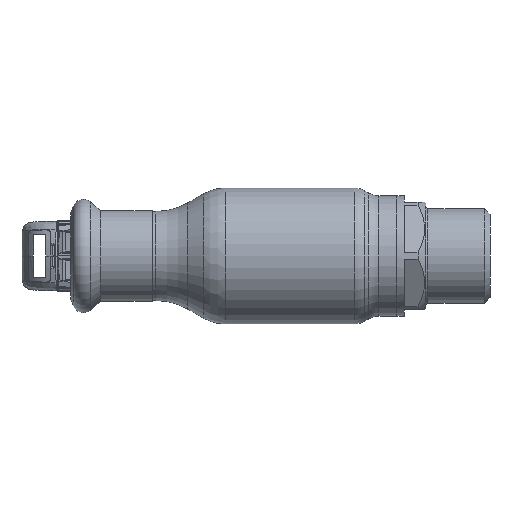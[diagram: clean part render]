
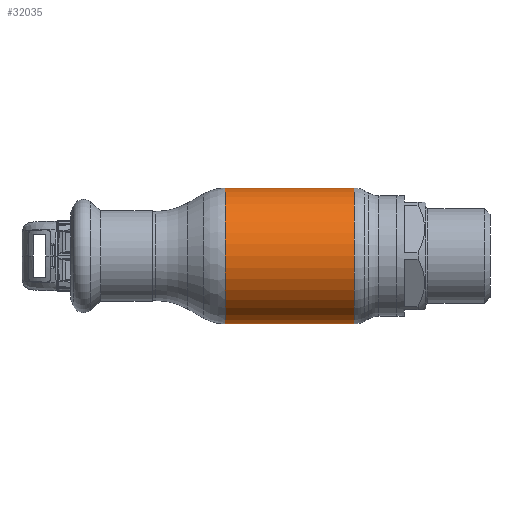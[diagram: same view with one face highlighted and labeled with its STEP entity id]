
A CAD part, front view. The second image highlights one B-rep face of the part: STEP entity #32035.
In plain terms, the highlighted cylindrical face has radius 19 mm (diameter 38 mm), a partial arc.
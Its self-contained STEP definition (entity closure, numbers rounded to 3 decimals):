
#421 = CIRCLE ( 'NONE', #42543, 19. ) ;
#3836 = EDGE_CURVE ( 'NONE', #41009, #34465, #421, .T. ) ;
#11620 = DIRECTION ( 'NONE',  ( 0., 0., 1. ) ) ;
#11721 = CARTESIAN_POINT ( 'NONE',  ( -62.69, 0., 0. ) ) ;
#12223 = CARTESIAN_POINT ( 'NONE',  ( 18.035, 0., 0. ) ) ;
#15241 = CIRCLE ( 'NONE', #39713, 19. ) ;
#15330 = DIRECTION ( 'NONE',  ( -1., 0., 0. ) ) ;
#15481 = ORIENTED_EDGE ( 'NONE', *, *, #42816, .T. ) ;
#16899 = LINE ( 'NONE', #28993, #52307 ) ;
#18592 = EDGE_CURVE ( 'NONE', #29124, #41009, #16899, .T. ) ;
#19376 = CYLINDRICAL_SURFACE ( 'NONE', #50737, 19. ) ;
#23291 = DIRECTION ( 'NONE',  ( -1., 0., 0. ) ) ;
#26150 = CARTESIAN_POINT ( 'NONE',  ( -18.035, 0., -19. ) ) ;
#28993 = CARTESIAN_POINT ( 'NONE',  ( -62.69, 0., -19. ) ) ;
#29124 = VERTEX_POINT ( 'NONE', #49345 ) ;
#32035 = ADVANCED_FACE ( 'NONE', ( #40410 ), #19376, .T. ) ;
#34465 = VERTEX_POINT ( 'NONE', #58177 ) ;
#35583 = DIRECTION ( 'NONE',  ( -1., 0., 0. ) ) ;
#37674 = LINE ( 'NONE', #37826, #54259 ) ;
#37826 = CARTESIAN_POINT ( 'NONE',  ( -62.69, 0., 19. ) ) ;
#39713 = AXIS2_PLACEMENT_3D ( 'NONE', #12223, #35583, #11620 ) ;
#40048 = VERTEX_POINT ( 'NONE', #44143 ) ;
#40410 = FACE_OUTER_BOUND ( 'NONE', #47373, .T. ) ;
#41009 = VERTEX_POINT ( 'NONE', #26150 ) ;
#41568 = DIRECTION ( 'NONE',  ( -1., 0., 0. ) ) ;
#42465 = ORIENTED_EDGE ( 'NONE', *, *, #60297, .T. ) ;
#42543 = AXIS2_PLACEMENT_3D ( 'NONE', #50673, #41568, #51279 ) ;
#42816 = EDGE_CURVE ( 'NONE', #40048, #34465, #37674, .T. ) ;
#42999 = ORIENTED_EDGE ( 'NONE', *, *, #3836, .F. ) ;
#44143 = CARTESIAN_POINT ( 'NONE',  ( 18.035, 0., 19. ) ) ;
#45356 = DIRECTION ( 'NONE',  ( 0., 0., 1. ) ) ;
#47373 = EDGE_LOOP ( 'NONE', ( #54109, #42465, #15481, #42999 ) ) ;
#49345 = CARTESIAN_POINT ( 'NONE',  ( 18.035, 0., -19. ) ) ;
#50673 = CARTESIAN_POINT ( 'NONE',  ( -18.035, 0., 0. ) ) ;
#50737 = AXIS2_PLACEMENT_3D ( 'NONE', #11721, #60340, #45356 ) ;
#51279 = DIRECTION ( 'NONE',  ( 0., 0., 1. ) ) ;
#52307 = VECTOR ( 'NONE', #15330, 1000. ) ;
#54109 = ORIENTED_EDGE ( 'NONE', *, *, #18592, .F. ) ;
#54259 = VECTOR ( 'NONE', #23291, 1000. ) ;
#58177 = CARTESIAN_POINT ( 'NONE',  ( -18.035, 0., 19. ) ) ;
#60297 = EDGE_CURVE ( 'NONE', #29124, #40048, #15241, .T. ) ;
#60340 = DIRECTION ( 'NONE',  ( -1., 0., 0. ) ) ;
